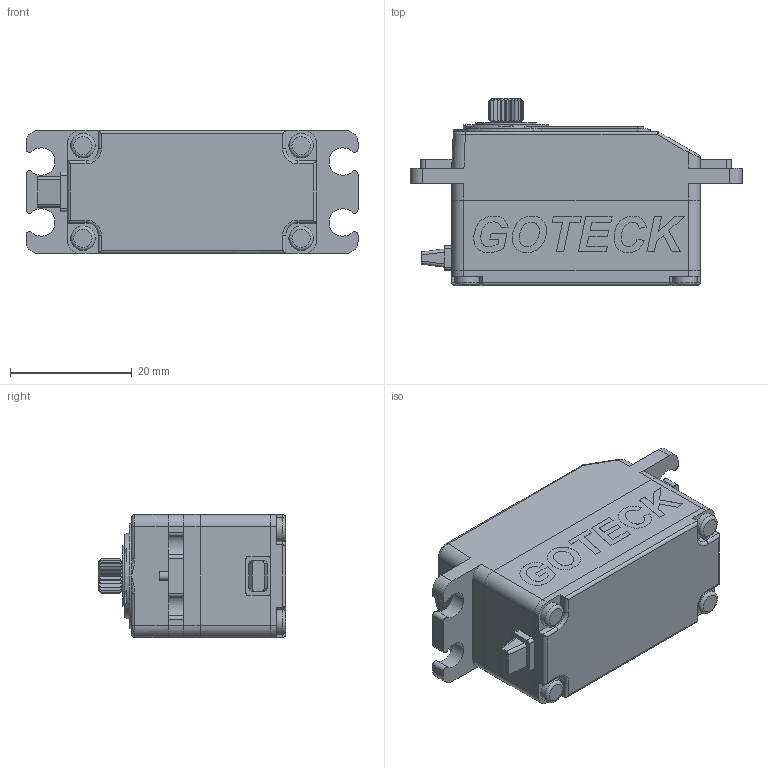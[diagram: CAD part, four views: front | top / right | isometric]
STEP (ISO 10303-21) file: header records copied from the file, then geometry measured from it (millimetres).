
FILE_DESCRIPTION(/* description */ (''),/* implementation_level */ '2;1');
FILE_NAME(/* name */ 'Goteck BL1511S.stp',/* time_stamp */ '2016-06-17T04:45:50-03:00',/* author */ ('Henrique Miguel, Brazil'),/* organization */ ('CNC Brasil'),/* preprocessor_version */ 'ST-DEVELOPER v16.5',/* originating_system */ 'Autodesk Inventor 2017',/* authorisation */ '');
FILE_SCHEMA (('AUTOMOTIVE_DESIGN { 1 0 10303 214 3 1 1 }'));
Length unit declared in the file: millimetre
Products named in the file (1): Goteck BL1511S
Bounding box: 54.5 x 30.7 x 20.2 mm (x, y, z)
Volume: 21413.9 mm3; surface area: 8906.7 mm2
Topology: 5 solids, 5 shells, 659 faces, 1681 edges, 1074 vertices
Faces by surface type: plane 342, cylinder 130, bspline 127, cone 50, torus 8, sphere 2
Full cylindrical faces by diameter (mm): 2.459 x1, 4 x4, 10 x1
Entity records: 20875 total; most frequent: CARTESIAN_POINT 5809, ORIENTED_EDGE 3336, DIRECTION 2717, EDGE_CURVE 1668, VERTEX_POINT 1073, LINE 997, VECTOR 997, AXIS2_PLACEMENT_3D 860
